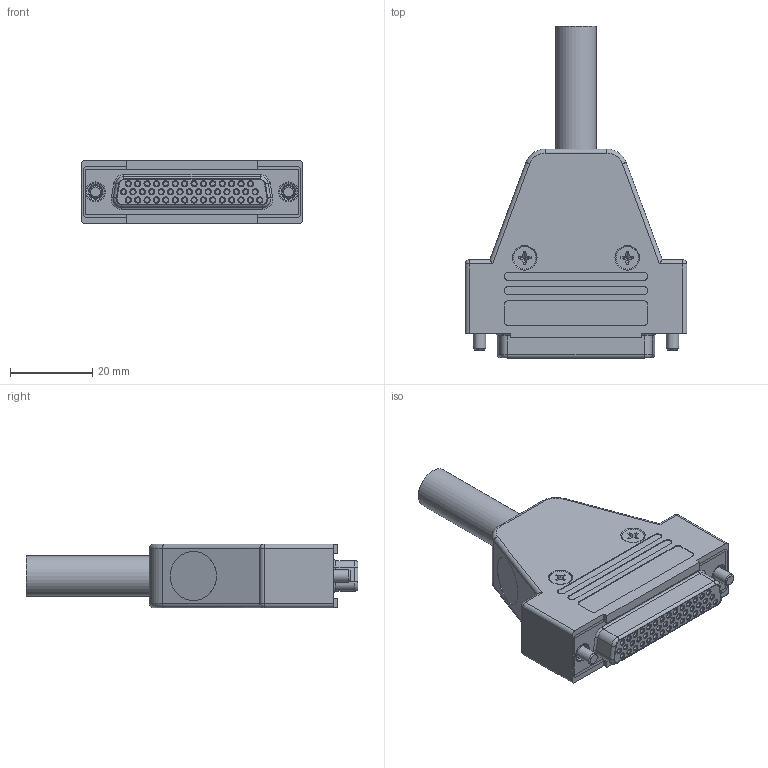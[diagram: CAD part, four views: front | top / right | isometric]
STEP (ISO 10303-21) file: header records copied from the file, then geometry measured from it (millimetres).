
FILE_DESCRIPTION( ( 'Unknown' ), '1' );
FILE_NAME( 'GZ-ST54L3000.stp', 'Unknown', ( 'Unknown' ), ( 'Unknown' ), 'PSStep 17.0.49', 'Unknown', ' ' );
FILE_SCHEMA( ( 'AUTOMOTIVE_DESIGN { 1 0 10303 214 1 1 1 1 }' ) );
Length unit declared in the file: millimetre
Products named in the file (10): csatlakozó betét egyszerű; 10090929s446xlf_01; 10090929s446xlf_02; 10090929s446xlf_03; 10090929s446xlf_49; 10090929s446xlf_50; Assem1; Gehäuse; DIN965-A2-M3x8; DIN965-A2-M3x10
Assembly tree (11 placements, depth 3):
  Assem1
    Gehäuse
    DIN965-A2-M3x8  x2
    DIN965-A2-M3x10  x2
    csatlakozó betét egyszerű
      10090929s446xlf_01
      10090929s446xlf_02
      10090929s446xlf_03
      10090929s446xlf_49
      10090929s446xlf_50
Bounding box: 54 x 80.9 x 15.5 mm (x, y, z)
Surface area: 16724.8 mm2 (no closed solid volume)
Topology: 0 solids, 767 shells, 777 faces, 3631 edges, 3474 vertices
Faces by surface type: plane 370, cylinder 281, cone 66, torus 40, bspline 16, sphere 4
Full cylindrical faces by diameter (mm): 1.1 x2, 1.15 x44, 2.61 x6, 3 x4, 3.3 x2, 3.44 x2, 3.84 x4, 3.9 x2, 4.44 x2, 4.64 x2, 5.5 x4, 10 x1, 12 x2
Entity records: 44360 total; most frequent: CARTESIAN_POINT 12670, DIRECTION 5732, ORIENTED_EDGE 3224, EDGE_CURVE 3224, VERTEX_POINT 3224, AXIS2_PLACEMENT_3D 1998, LINE 1736, VECTOR 1736
